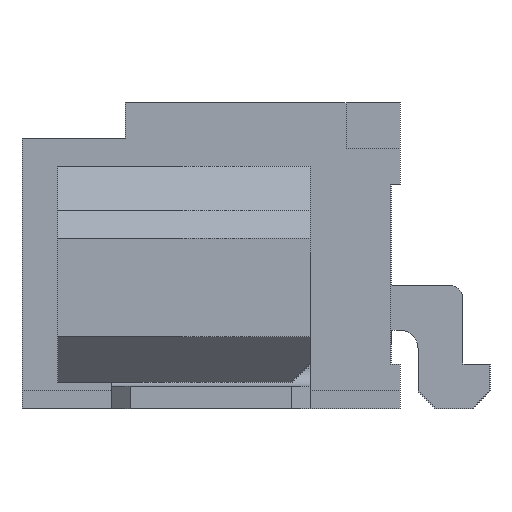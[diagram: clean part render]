
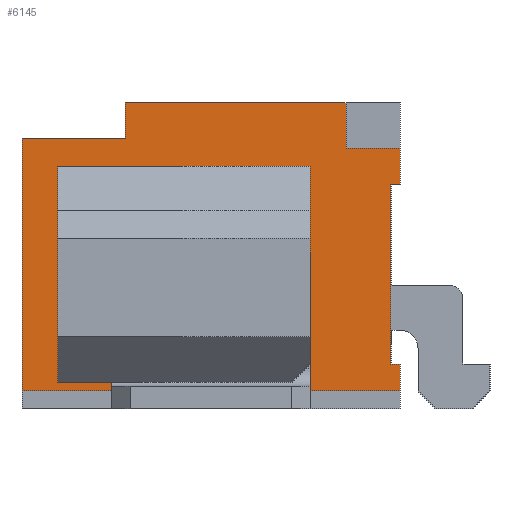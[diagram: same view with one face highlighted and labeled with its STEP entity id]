
A CAD part, left-side view. The second image highlights one B-rep face of the part: STEP entity #6145.
In plain terms, the highlighted planar face has unit normal (-1, 0, 0).
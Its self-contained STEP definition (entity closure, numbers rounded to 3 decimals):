
#105=DIRECTION('',(0.,0.,1.));
#106=VECTOR('',#105,0.3);
#107=CARTESIAN_POINT('',(-6.5,-3.225,-1.6));
#108=LINE('',#107,#106);
#237=DIRECTION('',(0.,0.,1.));
#238=VECTOR('',#237,0.4);
#239=CARTESIAN_POINT('',(-6.5,-3.225,0.7));
#240=LINE('',#239,#238);
#241=DIRECTION('',(0.,0.,1.));
#242=VECTOR('',#241,2.4);
#243=CARTESIAN_POINT('',(-6.5,-2.225,-1.5));
#244=LINE('',#243,#242);
#245=DIRECTION('',(0.,-1.,0.));
#246=VECTOR('',#245,2.8);
#247=CARTESIAN_POINT('',(-6.5,0.575,0.9));
#248=LINE('',#247,#246);
#249=DIRECTION('',(0.,0.,1.));
#250=VECTOR('',#249,2.4);
#251=CARTESIAN_POINT('',(-6.5,0.575,-1.5));
#252=LINE('',#251,#250);
#253=DIRECTION('',(0.,-1.,0.));
#254=VECTOR('',#253,2.8);
#255=CARTESIAN_POINT('',(-6.5,0.575,-1.5));
#256=LINE('',#255,#254);
#257=DIRECTION('',(0.,1.,0.));
#258=VECTOR('',#257,0.6);
#259=CARTESIAN_POINT('',(-6.5,-3.225,1.1));
#260=LINE('',#259,#258);
#261=DIRECTION('',(0.,1.,0.));
#262=VECTOR('',#261,0.1);
#263=CARTESIAN_POINT('',(-6.5,-3.225,0.7));
#264=LINE('',#263,#262);
#265=DIRECTION('',(0.,0.,1.));
#266=VECTOR('',#265,2.);
#267=CARTESIAN_POINT('',(-6.5,-3.125,-1.3));
#268=LINE('',#267,#266);
#269=DIRECTION('',(0.,1.,0.));
#270=VECTOR('',#269,0.1);
#271=CARTESIAN_POINT('',(-6.5,-3.225,-1.3));
#272=LINE('',#271,#270);
#273=DIRECTION('',(0.,-1.,0.));
#274=VECTOR('',#273,4.2);
#275=CARTESIAN_POINT('',(-6.5,0.975,-1.6));
#276=LINE('',#275,#274);
#277=DIRECTION('',(0.,0.,1.));
#278=VECTOR('',#277,2.8);
#279=CARTESIAN_POINT('',(-6.5,0.975,-1.6));
#280=LINE('',#279,#278);
#281=DIRECTION('',(0.,-1.,0.));
#282=VECTOR('',#281,1.15);
#283=CARTESIAN_POINT('',(-6.5,0.975,1.2));
#284=LINE('',#283,#282);
#285=DIRECTION('',(0.,0.,-1.));
#286=VECTOR('',#285,0.4);
#287=CARTESIAN_POINT('',(-6.5,-0.175,1.6));
#288=LINE('',#287,#286);
#289=DIRECTION('',(0.,0.,-1.));
#290=VECTOR('',#289,0.5);
#291=CARTESIAN_POINT('',(-6.5,-2.625,1.6));
#292=LINE('',#291,#290);
#1290=DIRECTION('',(0.,-1.,0.));
#1291=VECTOR('',#1290,2.45);
#1292=CARTESIAN_POINT('',(-6.5,-0.175,1.6));
#1293=LINE('',#1292,#1291);
#4467=CARTESIAN_POINT('',(-6.5,-0.175,1.6));
#4469=VERTEX_POINT('',#4467);
#4479=CARTESIAN_POINT('',(-6.5,0.975,1.2));
#4480=CARTESIAN_POINT('',(-6.5,-0.175,1.2));
#4481=VERTEX_POINT('',#4479);
#4482=VERTEX_POINT('',#4480);
#4523=CARTESIAN_POINT('',(-6.5,-2.225,-1.5));
#4524=CARTESIAN_POINT('',(-6.5,-2.225,0.9));
#4525=VERTEX_POINT('',#4523);
#4526=VERTEX_POINT('',#4524);
#4527=CARTESIAN_POINT('',(-6.5,0.575,0.9));
#4528=VERTEX_POINT('',#4527);
#4529=CARTESIAN_POINT('',(-6.5,0.575,-1.5));
#4530=VERTEX_POINT('',#4529);
#4671=CARTESIAN_POINT('',(-6.5,-3.225,-1.3));
#4672=CARTESIAN_POINT('',(-6.5,-3.125,-1.3));
#4673=VERTEX_POINT('',#4671);
#4674=VERTEX_POINT('',#4672);
#4675=CARTESIAN_POINT('',(-6.5,-3.125,0.7));
#4676=VERTEX_POINT('',#4675);
#4677=CARTESIAN_POINT('',(-6.5,-3.225,0.7));
#4678=VERTEX_POINT('',#4677);
#4777=CARTESIAN_POINT('',(-6.5,-2.625,1.6));
#4778=VERTEX_POINT('',#4777);
#4779=CARTESIAN_POINT('',(-6.5,-3.225,1.1));
#4780=CARTESIAN_POINT('',(-6.5,-2.625,1.1));
#4781=VERTEX_POINT('',#4779);
#4782=VERTEX_POINT('',#4780);
#5155=CARTESIAN_POINT('',(-6.5,0.975,-1.6));
#5156=CARTESIAN_POINT('',(-6.5,-3.225,-1.6));
#5157=VERTEX_POINT('',#5155);
#5158=VERTEX_POINT('',#5156);
#6107=CARTESIAN_POINT('',(-6.5,0.975,-1.8));
#6108=DIRECTION('',(-1.,0.,0.));
#6109=DIRECTION('',(0.,-1.,0.));
#6110=AXIS2_PLACEMENT_3D('',#6107,#6108,#6109);
#6111=PLANE('',#6110);
#6113=ORIENTED_EDGE('',*,*,#6112,.F.);
#6114=ORIENTED_EDGE('',*,*,#6087,.F.);
#6116=ORIENTED_EDGE('',*,*,#6115,.T.);
#6118=ORIENTED_EDGE('',*,*,#6117,.F.);
#6119=ORIENTED_EDGE('',*,*,#6097,.F.);
#6120=ORIENTED_EDGE('',*,*,#5991,.F.);
#6122=ORIENTED_EDGE('',*,*,#6121,.F.);
#6124=ORIENTED_EDGE('',*,*,#6123,.T.);
#6126=ORIENTED_EDGE('',*,*,#6125,.T.);
#6128=ORIENTED_EDGE('',*,*,#6127,.F.);
#6130=ORIENTED_EDGE('',*,*,#6129,.T.);
#6132=ORIENTED_EDGE('',*,*,#6131,.T.);
#6133=EDGE_LOOP('',(#6113,#6114,#6116,#6118,#6119,#6120,#6122,#6124,#6126,#6128,
#6130,#6132));
#6134=FACE_OUTER_BOUND('',#6133,.F.);
#6136=ORIENTED_EDGE('',*,*,#6135,.T.);
#6138=ORIENTED_EDGE('',*,*,#6137,.F.);
#6140=ORIENTED_EDGE('',*,*,#6139,.F.);
#6142=ORIENTED_EDGE('',*,*,#6141,.T.);
#6143=EDGE_LOOP('',(#6136,#6138,#6140,#6142));
#6144=FACE_BOUND('',#6143,.F.);
#6145=ADVANCED_FACE('',(#6134,#6144),#6111,.T.);
#5991=EDGE_CURVE('',#5158,#4673,#108,.T.);
#6087=EDGE_CURVE('',#4678,#4781,#240,.T.);
#6097=EDGE_CURVE('',#4673,#4674,#272,.T.);
#6112=EDGE_CURVE('',#4781,#4782,#260,.T.);
#6115=EDGE_CURVE('',#4678,#4676,#264,.T.);
#6117=EDGE_CURVE('',#4674,#4676,#268,.T.);
#6121=EDGE_CURVE('',#5157,#5158,#276,.T.);
#6123=EDGE_CURVE('',#5157,#4481,#280,.T.);
#6125=EDGE_CURVE('',#4481,#4482,#284,.T.);
#6127=EDGE_CURVE('',#4469,#4482,#288,.T.);
#6129=EDGE_CURVE('',#4469,#4778,#1293,.T.);
#6131=EDGE_CURVE('',#4778,#4782,#292,.T.);
#6135=EDGE_CURVE('',#4525,#4526,#244,.T.);
#6137=EDGE_CURVE('',#4528,#4526,#248,.T.);
#6139=EDGE_CURVE('',#4530,#4528,#252,.T.);
#6141=EDGE_CURVE('',#4530,#4525,#256,.T.);
